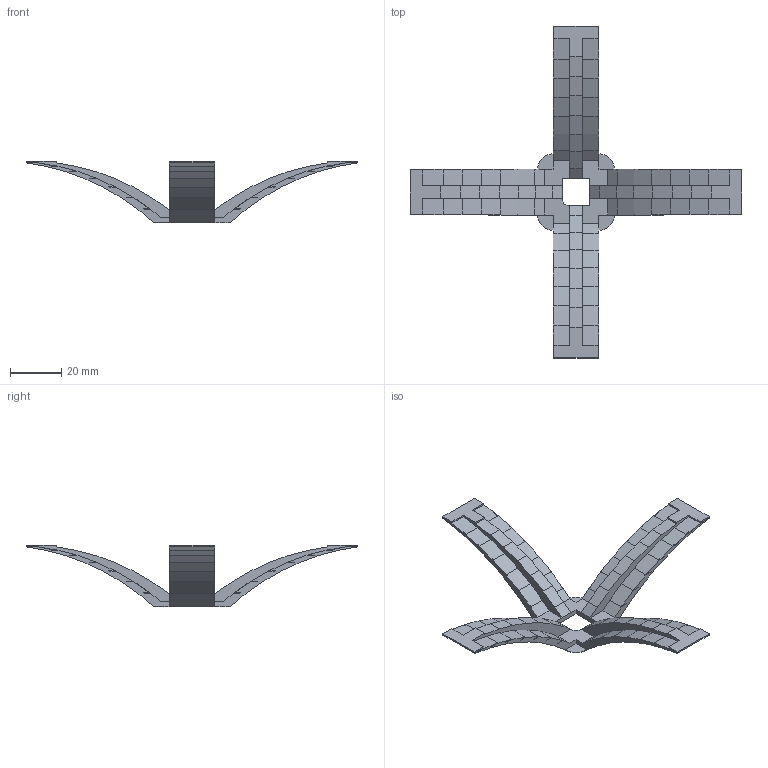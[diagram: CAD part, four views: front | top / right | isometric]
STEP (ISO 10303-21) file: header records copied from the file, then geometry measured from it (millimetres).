
FILE_DESCRIPTION(/* description */ (''),/* implementation_level */ '2;1');
FILE_NAME(/* name */ 'bear_overhang_big_50-80.step',/* time_stamp */ '2020-03-10T10:46:40+01:00',/* author */ (''),/* organization */ (''),/* preprocessor_version */ 'ST-DEVELOPER v18',/* originating_system */ 'Autodesk Translation Framework v8.12.0.6',/* authorisation */ '');
FILE_SCHEMA (('AUTOMOTIVE_DESIGN { 1 0 10303 214 3 1 1 }'));
Length unit declared in the file: millimetre
Products named in the file (1): bear_overhang_big_50-80
Bounding box: 130.17 x 130.17 x 24 mm (x, y, z)
Volume: 12463.5 mm3; surface area: 12004.6 mm2
Topology: 1 solids, 1 shells, 374 faces, 1037 edges, 664 vertices
Faces by surface type: plane 369, cylinder 5
Entity records: 11632 total; most frequent: CARTESIAN_POINT 2076, ORIENTED_EDGE 2074, DIRECTION 1797, EDGE_CURVE 1037, LINE 1027, VECTOR 1027, VERTEX_POINT 664, AXIS2_PLACEMENT_3D 385
